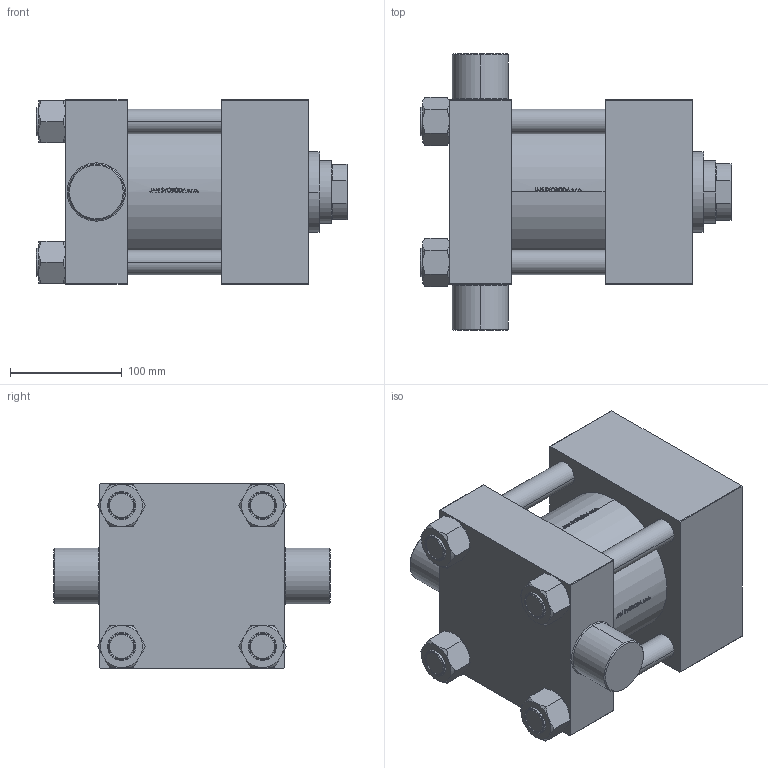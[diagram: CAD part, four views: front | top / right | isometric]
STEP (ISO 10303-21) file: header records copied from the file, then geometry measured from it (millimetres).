
FILE_DESCRIPTION (( 'STEP AP203' ), '1' );
FILE_NAME ('4c75.STEP', '2023-08-23T03:34:07', ( '' ), ( '' ), 'SwSTEP 2.0', 'SolidWorks 2019', '' );
FILE_SCHEMA (( 'CONFIG_CONTROL_DESIGN' ));
Length unit declared in the file: millimetre
Products named in the file (6): V215CR_L_TYCINKA 72f08c5abd75386d11d1ab0c06d37c85; 4c75; NUT_M5_L 72f08c5abd75386d11d1ab0c06d37c85; V215_VC_A 72f08c5abd75386d11d1ab0c06d37c85; V215CR_L_Body 72f08c5abd75386d11d1ab0c06d37c85; V215CR_VCP_L 72f08c5abd75386d11d1ab0c06d37c85
Assembly tree (11 placements, depth 2):
  4c75
    V215CR_L_Body 72f08c5abd75386d11d1ab0c06d37c85
    V215CR_VCP_L 72f08c5abd75386d11d1ab0c06d37c85
    V215CR_L_TYCINKA 72f08c5abd75386d11d1ab0c06d37c85  x4
    NUT_M5_L 72f08c5abd75386d11d1ab0c06d37c85  x4
    V215_VC_A 72f08c5abd75386d11d1ab0c06d37c85
Bounding box: 278 x 247 x 165 mm (x, y, z)
Volume: 4721590.9 mm3; surface area: 501595.8 mm2
Topology: 11 solids, 11 shells, 1105 faces, 2830 edges, 1829 vertices
Faces by surface type: plane 473, bspline 380, cone 130, cylinder 110, torus 12
Entity records: 46742 total; most frequent: CARTESIAN_POINT 25565, ORIENTED_EDGE 4924, DIRECTION 2946, EDGE_CURVE 2462, VERTEX_POINT 1607, VECTOR 1274, LINE 1274, EDGE_LOOP 1039
